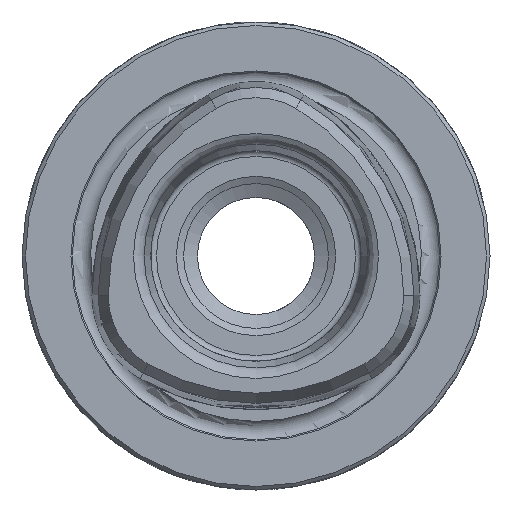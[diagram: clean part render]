
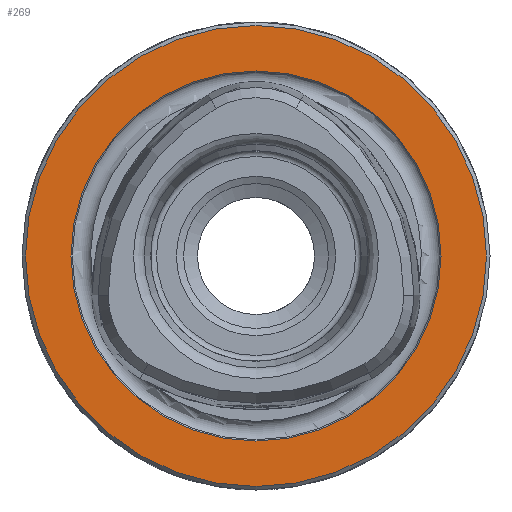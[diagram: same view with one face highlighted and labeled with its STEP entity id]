
A CAD part, left-side view. The second image highlights one B-rep face of the part: STEP entity #269.
In plain terms, the highlighted planar face has unit normal (-1, 0, 0).
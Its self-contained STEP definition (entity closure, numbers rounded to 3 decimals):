
#269 = ADVANCED_FACE( '', ( #599, #600 ), #601, .T. );
#599 = FACE_OUTER_BOUND( '', #971, .T. );
#600 = FACE_BOUND( '', #972, .T. );
#601 = PLANE( '', #973 );
#971 = EDGE_LOOP( '', ( #1645 ) );
#972 = EDGE_LOOP( '', ( #1646 ) );
#973 = AXIS2_PLACEMENT_3D( '', #1647, #1648, #1649 );
#1645 = ORIENTED_EDGE( '', *, *, #2082, .T. );
#1646 = ORIENTED_EDGE( '', *, *, #2177, .F. );
#1647 = CARTESIAN_POINT( '', ( 0., 0., 15.5 ) );
#1648 = DIRECTION( '', ( -1., 0., 0. ) );
#1649 = DIRECTION( '', ( 0., 0., 1. ) );
#2082 = EDGE_CURVE( '', #2494, #2494, #2495, .T. );
#2177 = EDGE_CURVE( '', #2623, #2623, #2624, .T. );
#2494 = VERTEX_POINT( '', #3381 );
#2495 = CIRCLE( '', #3382, 19.7 );
#2623 = VERTEX_POINT( '', #3762 );
#2624 = CIRCLE( '', #3763, 15.814 );
#3381 = CARTESIAN_POINT( '', ( 0., 0., 19.7 ) );
#3382 = AXIS2_PLACEMENT_3D( '', #4146, #4147, #4148 );
#3762 = CARTESIAN_POINT( '', ( 0., 0., 15.814 ) );
#3763 = AXIS2_PLACEMENT_3D( '', #4248, #4249, #4250 );
#4146 = CARTESIAN_POINT( '', ( 0., 0., 0. ) );
#4147 = DIRECTION( '', ( -1., 0., 0. ) );
#4148 = DIRECTION( '', ( 0., 0., 1. ) );
#4248 = CARTESIAN_POINT( '', ( 0., 0., 0. ) );
#4249 = DIRECTION( '', ( -1., 0., 0. ) );
#4250 = DIRECTION( '', ( 0., 0., 1. ) );
